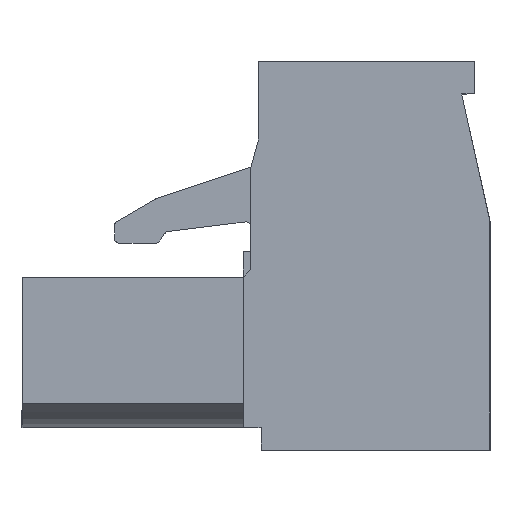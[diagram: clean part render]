
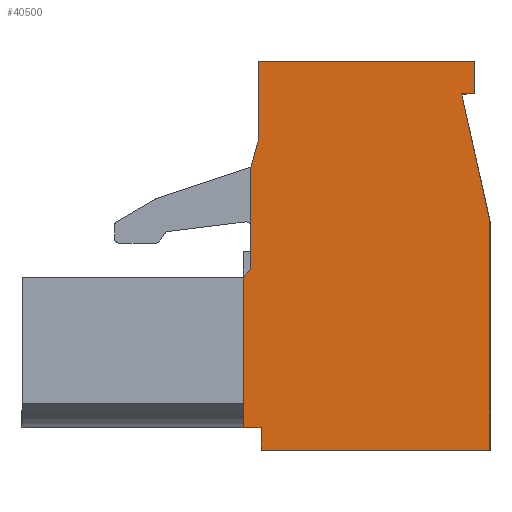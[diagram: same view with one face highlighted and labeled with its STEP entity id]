
A CAD part, left-side view. The second image highlights one B-rep face of the part: STEP entity #40500.
In plain terms, the highlighted planar face has unit normal (-1, 0, 0).
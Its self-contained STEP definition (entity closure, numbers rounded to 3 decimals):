
#7205=ORIENTED_EDGE('',*,*,#15610,.F.);
#7206=ORIENTED_EDGE('',*,*,#13917,.F.);
#7207=ORIENTED_EDGE('',*,*,#14739,.F.);
#7208=ORIENTED_EDGE('',*,*,#13384,.F.);
#7209=ORIENTED_EDGE('',*,*,#14725,.F.);
#7210=ORIENTED_EDGE('',*,*,#13977,.F.);
#7211=ORIENTED_EDGE('',*,*,#13504,.F.);
#7212=ORIENTED_EDGE('',*,*,#14726,.F.);
#7213=ORIENTED_EDGE('',*,*,#13304,.F.);
#7214=ORIENTED_EDGE('',*,*,#14730,.F.);
#7215=ORIENTED_EDGE('',*,*,#14733,.F.);
#7216=ORIENTED_EDGE('',*,*,#12458,.F.);
#7217=ORIENTED_EDGE('',*,*,#14770,.F.);
#12458=EDGE_CURVE('',#18167,#18168,#21933,.T.);
#13304=EDGE_CURVE('',#18904,#18905,#22706,.T.);
#13384=EDGE_CURVE('',#18984,#18985,#22786,.T.);
#13504=EDGE_CURVE('',#19086,#19087,#22905,.T.);
#13917=EDGE_CURVE('',#19479,#19480,#23241,.T.);
#13977=EDGE_CURVE('',#19087,#19531,#23300,.T.);
#14725=EDGE_CURVE('',#19531,#18984,#23975,.T.);
#14726=EDGE_CURVE('',#18905,#19086,#23976,.T.);
#14730=EDGE_CURVE('',#20055,#18904,#23980,.T.);
#14733=EDGE_CURVE('',#18168,#20055,#23983,.T.);
#14739=EDGE_CURVE('',#18985,#19479,#23989,.T.);
#14770=EDGE_CURVE('',#20067,#18167,#24018,.T.);
#15610=EDGE_CURVE('',#19480,#20067,#24746,.T.);
#18167=VERTEX_POINT('',#55212);
#18168=VERTEX_POINT('',#55214);
#18904=VERTEX_POINT('',#56907);
#18905=VERTEX_POINT('',#56909);
#18984=VERTEX_POINT('',#57068);
#18985=VERTEX_POINT('',#57070);
#19086=VERTEX_POINT('',#57291);
#19087=VERTEX_POINT('',#57293);
#19479=VERTEX_POINT('',#58102);
#19480=VERTEX_POINT('',#58104);
#19531=VERTEX_POINT('',#58224);
#20055=VERTEX_POINT('',#59686);
#20067=VERTEX_POINT('',#59764);
#21933=LINE('',#55213,#27129);
#22706=LINE('',#56908,#27902);
#22786=LINE('',#57069,#27982);
#22905=LINE('',#57292,#28101);
#23241=LINE('',#58103,#28437);
#23300=LINE('',#58223,#28496);
#23975=LINE('',#59676,#29171);
#23976=LINE('',#59678,#29172);
#23980=LINE('',#59687,#29176);
#23983=LINE('',#59692,#29179);
#23989=LINE('',#59701,#29185);
#24018=LINE('',#59765,#29214);
#24746=LINE('',#61606,#29942);
#27129=VECTOR('',#44547,1000.);
#27902=VECTOR('',#45690,1000.);
#27982=VECTOR('',#45772,1000.);
#28101=VECTOR('',#45895,1000.);
#28437=VECTOR('',#46395,1000.);
#28496=VECTOR('',#46474,1000.);
#29171=VECTOR('',#47663,1000.);
#29172=VECTOR('',#47666,1000.);
#29176=VECTOR('',#47672,1000.);
#29179=VECTOR('',#47677,1000.);
#29185=VECTOR('',#47687,1000.);
#29214=VECTOR('',#47766,1000.);
#29942=VECTOR('',#50184,1000.);
#33712=EDGE_LOOP('',(#7205,#7206,#7207,#7208,#7209,#7210,#7211,#7212,#7213,
#7214,#7215,#7216,#7217));
#36289=FACE_BOUND('',#33712,.T.);
#38422=PLANE('',#43271);
#40500=ADVANCED_FACE('',(#36289),#38422,.F.);
#43271=AXIS2_PLACEMENT_3D('',#61740,#50346,#50347);
#44547=DIRECTION('',(0.,0.,1.));
#45690=DIRECTION('',(0.,-1.,0.));
#45772=DIRECTION('',(0.,1.,0.));
#45895=DIRECTION('',(0.,1.,0.));
#46395=DIRECTION('',(0.,1.,0.));
#46474=DIRECTION('',(0.,-0.217,-0.976));
#47663=DIRECTION('',(0.,0.,-1.));
#47666=DIRECTION('',(0.,0.,-1.));
#47672=DIRECTION('',(0.,0.,1.));
#47677=DIRECTION('',(0.,-0.263,0.965));
#47687=DIRECTION('',(0.,0.,1.));
#47766=DIRECTION('',(0.,-0.707,0.707));
#50184=DIRECTION('',(0.,0.,1.));
#50346=DIRECTION('',(1.,0.,0.));
#50347=DIRECTION('',(0.,0.,-1.));
#55212=CARTESIAN_POINT('',(-48.36,4.85,2.575));
#55213=CARTESIAN_POINT('',(-48.36,4.85,6.55));
#55214=CARTESIAN_POINT('',(-48.36,4.85,6.55));
#56907=CARTESIAN_POINT('',(-48.36,4.55,10.65));
#56908=CARTESIAN_POINT('',(-48.36,-3.85,10.65));
#56909=CARTESIAN_POINT('',(-48.36,-3.85,10.65));
#57068=CARTESIAN_POINT('',(-48.36,-4.45,-4.45));
#57069=CARTESIAN_POINT('',(-48.36,4.45,-4.45));
#57070=CARTESIAN_POINT('',(-48.36,4.45,-4.45));
#57291=CARTESIAN_POINT('',(-48.36,-3.85,9.4));
#57292=CARTESIAN_POINT('',(-48.36,-3.35,9.4));
#57293=CARTESIAN_POINT('',(-48.36,-3.35,9.4));
#58102=CARTESIAN_POINT('',(-48.36,4.45,-3.575));
#58103=CARTESIAN_POINT('',(-48.36,5.15,-3.575));
#58104=CARTESIAN_POINT('',(-48.36,5.15,-3.575));
#58223=CARTESIAN_POINT('',(-48.36,-3.35,9.4));
#58224=CARTESIAN_POINT('',(-48.36,-4.45,4.45));
#59676=CARTESIAN_POINT('',(-48.36,-4.45,-4.45));
#59678=CARTESIAN_POINT('',(-48.36,-3.85,9.4));
#59686=CARTESIAN_POINT('',(-48.36,4.55,7.65));
#59687=CARTESIAN_POINT('',(-48.36,4.55,10.65));
#59692=CARTESIAN_POINT('',(-48.36,4.55,7.65));
#59701=CARTESIAN_POINT('',(-48.36,4.45,-3.575));
#59764=CARTESIAN_POINT('',(-48.36,5.15,2.275));
#59765=CARTESIAN_POINT('',(-48.36,5.15,2.275));
#61606=CARTESIAN_POINT('',(-48.36,5.15,2.275));
#61740=CARTESIAN_POINT('',(-48.36,0.,0.));
